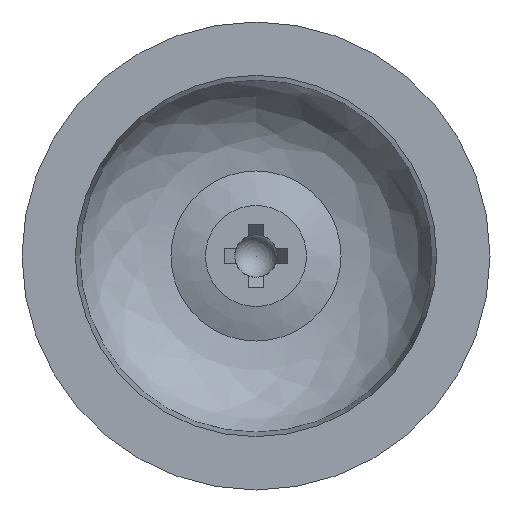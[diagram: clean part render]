
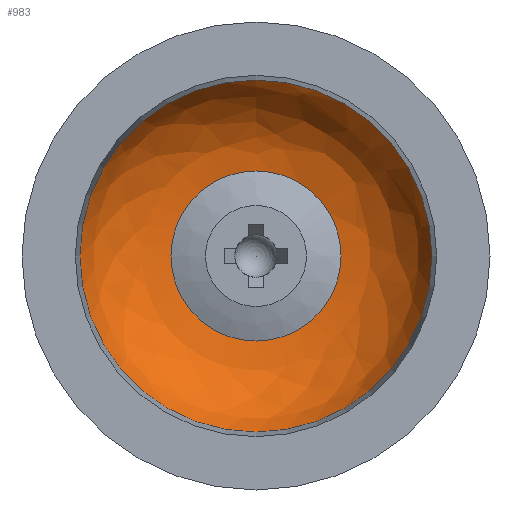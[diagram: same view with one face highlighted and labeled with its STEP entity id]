
A CAD part, front view. The second image highlights one B-rep face of the part: STEP entity #983.
In plain terms, the highlighted free-form (B-spline) face has degree [2, 2] with [3, 9] control points.
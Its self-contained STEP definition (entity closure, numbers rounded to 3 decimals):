
#110=(
BOUNDED_SURFACE()
B_SPLINE_SURFACE(2,2,((#1559,#1560,#1561,#1562,#1563,#1564,#1565,#1566,
#1567),(#1568,#1569,#1570,#1571,#1572,#1573,#1574,#1575,#1576),(#1577,#1578,
#1579,#1580,#1581,#1582,#1583,#1584,#1585)),.UNSPECIFIED.,.F.,.T.,.F.)
B_SPLINE_SURFACE_WITH_KNOTS((3,3),(3,2,2,2,3),(-1.519,-0.332),
(-3.142,-1.571,0.,1.571,3.142),
 .UNSPECIFIED.)
GEOMETRIC_REPRESENTATION_ITEM()
RATIONAL_B_SPLINE_SURFACE(((1.,0.707,1.,0.707,1.,
0.707,1.,0.707,1.),(0.829,0.586,
0.829,0.586,0.829,0.586,
0.829,0.586,0.829),(1.,0.707,
1.,0.707,1.,0.707,1.,0.707,1.)))
REPRESENTATION_ITEM('')
SURFACE()
);
#237=FACE_OUTER_BOUND('',#295,.T.);
#295=EDGE_LOOP('',(#688,#689,#690,#691,#692,#693));
#360=CIRCLE('',#1091,16.559);
#361=CIRCLE('',#1092,16.559);
#364=CIRCLE('',#1095,8.);
#365=CIRCLE('',#1096,8.);
#366=CIRCLE('',#1097,9.583);
#428=VERTEX_POINT('',#1550);
#429=VERTEX_POINT('',#1551);
#432=VERTEX_POINT('',#1586);
#433=VERTEX_POINT('',#1587);
#529=EDGE_CURVE('',#428,#429,#360,.T.);
#530=EDGE_CURVE('',#429,#428,#361,.T.);
#534=EDGE_CURVE('',#432,#433,#364,.T.);
#535=EDGE_CURVE('',#433,#432,#365,.T.);
#536=EDGE_CURVE('',#433,#429,#366,.T.);
#688=ORIENTED_EDGE('',*,*,#534,.F.);
#689=ORIENTED_EDGE('',*,*,#535,.F.);
#690=ORIENTED_EDGE('',*,*,#536,.T.);
#691=ORIENTED_EDGE('',*,*,#530,.T.);
#692=ORIENTED_EDGE('',*,*,#529,.T.);
#693=ORIENTED_EDGE('',*,*,#536,.F.);
#983=ADVANCED_FACE('',(#237),#110,.T.);
#1091=AXIS2_PLACEMENT_3D('',#1552,#1235,#1236);
#1092=AXIS2_PLACEMENT_3D('',#1553,#1237,#1238);
#1095=AXIS2_PLACEMENT_3D('',#1588,#1244,#1245);
#1096=AXIS2_PLACEMENT_3D('',#1589,#1246,#1247);
#1097=AXIS2_PLACEMENT_3D('',#1590,#1248,#1249);
#1235=DIRECTION('center_axis',(0.,-1.,0.));
#1236=DIRECTION('ref_axis',(0.,0.,-1.));
#1237=DIRECTION('center_axis',(0.,-1.,0.));
#1238=DIRECTION('ref_axis',(0.,0.,-1.));
#1244=DIRECTION('center_axis',(0.,-1.,0.));
#1245=DIRECTION('ref_axis',(0.,0.,-1.));
#1246=DIRECTION('center_axis',(0.,-1.,0.));
#1247=DIRECTION('ref_axis',(0.,0.,-1.));
#1248=DIRECTION('center_axis',(1.,0.,0.));
#1249=DIRECTION('ref_axis',(0.,0.,1.));
#1550=CARTESIAN_POINT('',(0.,5.544,-16.559));
#1551=CARTESIAN_POINT('',(0.,5.544,16.559));
#1552=CARTESIAN_POINT('Origin',(0.,5.544,0.));
#1553=CARTESIAN_POINT('Origin',(0.,5.544,0.));
#1559=CARTESIAN_POINT('Ctrl Pts',(0.,11.987,8.));
#1560=CARTESIAN_POINT('Ctrl Pts',(-8.,11.987,8.));
#1561=CARTESIAN_POINT('Ctrl Pts',(-8.,11.987,0.));
#1562=CARTESIAN_POINT('Ctrl Pts',(-8.,11.987,-8.));
#1563=CARTESIAN_POINT('Ctrl Pts',(0.,11.987,-8.));
#1564=CARTESIAN_POINT('Ctrl Pts',(8.,11.987,-8.));
#1565=CARTESIAN_POINT('Ctrl Pts',(8.,11.987,0.));
#1566=CARTESIAN_POINT('Ctrl Pts',(8.,11.987,8.));
#1567=CARTESIAN_POINT('Ctrl Pts',(0.,11.987,8.));
#1568=CARTESIAN_POINT('Ctrl Pts',(0.,11.65,14.451));
#1569=CARTESIAN_POINT('Ctrl Pts',(-14.451,11.65,14.451));
#1570=CARTESIAN_POINT('Ctrl Pts',(-14.451,11.65,0.));
#1571=CARTESIAN_POINT('Ctrl Pts',(-14.451,11.65,-14.451));
#1572=CARTESIAN_POINT('Ctrl Pts',(0.,11.65,-14.451));
#1573=CARTESIAN_POINT('Ctrl Pts',(14.451,11.65,-14.451));
#1574=CARTESIAN_POINT('Ctrl Pts',(14.451,11.65,0.));
#1575=CARTESIAN_POINT('Ctrl Pts',(14.451,11.65,14.451));
#1576=CARTESIAN_POINT('Ctrl Pts',(0.,11.65,14.451));
#1577=CARTESIAN_POINT('Ctrl Pts',(0.,5.544,16.559));
#1578=CARTESIAN_POINT('Ctrl Pts',(-16.559,5.544,16.559));
#1579=CARTESIAN_POINT('Ctrl Pts',(-16.559,5.544,0.));
#1580=CARTESIAN_POINT('Ctrl Pts',(-16.559,5.544,-16.559));
#1581=CARTESIAN_POINT('Ctrl Pts',(0.,5.544,-16.559));
#1582=CARTESIAN_POINT('Ctrl Pts',(16.559,5.544,-16.559));
#1583=CARTESIAN_POINT('Ctrl Pts',(16.559,5.544,0.));
#1584=CARTESIAN_POINT('Ctrl Pts',(16.559,5.544,16.559));
#1585=CARTESIAN_POINT('Ctrl Pts',(0.,5.544,16.559));
#1586=CARTESIAN_POINT('',(0.,11.987,-8.));
#1587=CARTESIAN_POINT('',(0.,11.987,8.));
#1588=CARTESIAN_POINT('Origin',(0.,11.987,0.));
#1589=CARTESIAN_POINT('Origin',(0.,11.987,0.));
#1590=CARTESIAN_POINT('Origin',(0.,2.417,
7.5));
